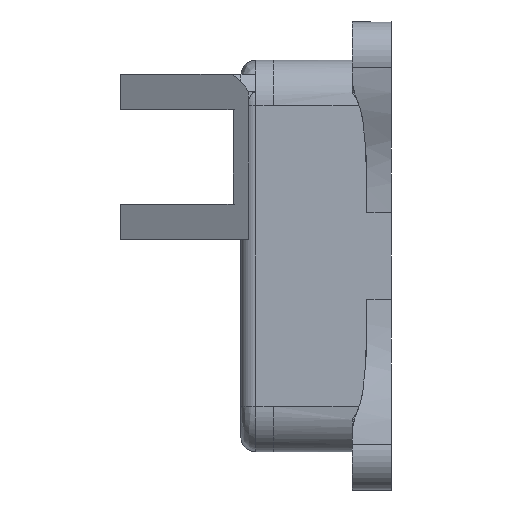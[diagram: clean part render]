
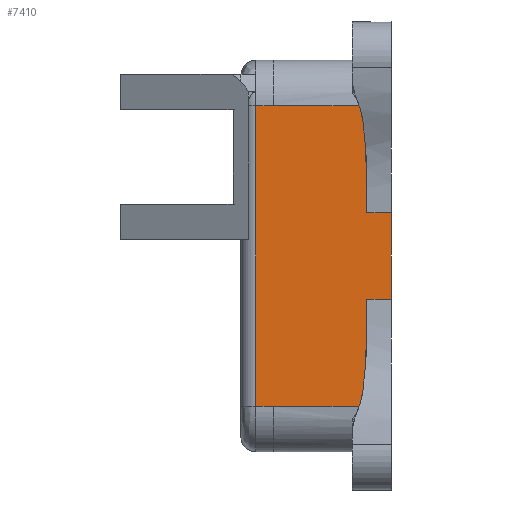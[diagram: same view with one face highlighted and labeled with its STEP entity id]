
A CAD part, left-side view. The second image highlights one B-rep face of the part: STEP entity #7410.
In plain terms, the highlighted planar face has unit normal (-1, 0, 0).
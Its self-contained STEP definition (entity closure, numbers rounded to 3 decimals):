
#290=(
BOUNDED_CURVE()
B_SPLINE_CURVE(5,(#10298,#10299,#10300,#10301,#10302,#10303),
 .UNSPECIFIED.,.F.,.F.)
B_SPLINE_CURVE_WITH_KNOTS((6,6),(0.738,0.763),
 .UNSPECIFIED.)
CURVE()
GEOMETRIC_REPRESENTATION_ITEM()
RATIONAL_B_SPLINE_CURVE((1.,1.,1.,1.,1.,1.))
REPRESENTATION_ITEM('')
);
#291=(
BOUNDED_CURVE()
B_SPLINE_CURVE(5,(#10305,#10306,#10307,#10308,#10309,#10310,#10311,#10312,
#10313,#10314,#10315,#10316),.UNSPECIFIED.,.F.,.F.)
B_SPLINE_CURVE_WITH_KNOTS((6,1,1,1,1,1,1,6),(0.172,0.2,0.3,
0.4,0.5,0.6,0.7,0.738),.UNSPECIFIED.)
CURVE()
GEOMETRIC_REPRESENTATION_ITEM()
RATIONAL_B_SPLINE_CURVE((1.,1.,1.,1.,1.,1.,1.,1.,1.,1.,1.,1.))
REPRESENTATION_ITEM('')
);
#292=(
BOUNDED_CURVE()
B_SPLINE_CURVE(5,(#10317,#10318,#10319,#10320,#10321,#10322,#10323),
 .UNSPECIFIED.,.F.,.F.)
B_SPLINE_CURVE_WITH_KNOTS((6,1,6),(0.,0.1,0.172),
 .UNSPECIFIED.)
CURVE()
GEOMETRIC_REPRESENTATION_ITEM()
RATIONAL_B_SPLINE_CURVE((1.,1.,1.,1.,1.,1.,1.))
REPRESENTATION_ITEM('')
);
#300=(
BOUNDED_CURVE()
B_SPLINE_CURVE(5,(#11236,#11237,#11238,#11239,#11240,#11241,#11242),
 .UNSPECIFIED.,.F.,.F.)
B_SPLINE_CURVE_WITH_KNOTS((6,1,6),(0.,0.1,0.172),
 .UNSPECIFIED.)
CURVE()
GEOMETRIC_REPRESENTATION_ITEM()
RATIONAL_B_SPLINE_CURVE((1.,1.,1.,1.,1.,1.,1.))
REPRESENTATION_ITEM('')
);
#301=(
BOUNDED_CURVE()
B_SPLINE_CURVE(5,(#11244,#11245,#11246,#11247,#11248,#11249,#11250,#11251,
#11252,#11253,#11254,#11255),.UNSPECIFIED.,.F.,.F.)
B_SPLINE_CURVE_WITH_KNOTS((6,1,1,1,1,1,1,6),(0.172,0.2,0.3,
0.4,0.5,0.6,0.7,0.738),.UNSPECIFIED.)
CURVE()
GEOMETRIC_REPRESENTATION_ITEM()
RATIONAL_B_SPLINE_CURVE((1.,1.,1.,1.,1.,1.,1.,1.,1.,1.,1.,1.))
REPRESENTATION_ITEM('')
);
#302=(
BOUNDED_CURVE()
B_SPLINE_CURVE(5,(#11256,#11257,#11258,#11259,#11260,#11261),
 .UNSPECIFIED.,.F.,.F.)
B_SPLINE_CURVE_WITH_KNOTS((6,6),(0.738,0.763),
 .UNSPECIFIED.)
CURVE()
GEOMETRIC_REPRESENTATION_ITEM()
RATIONAL_B_SPLINE_CURVE((1.,1.,1.,1.,1.,1.))
REPRESENTATION_ITEM('')
);
#981=FACE_OUTER_BOUND('',#1403,.T.);
#1403=EDGE_LOOP('',(#5396,#5397,#5398,#5399,#5400,#5401,#5402,#5403,#5404,
#5405,#5406,#5407,#5408,#5409));
#1782=LINE('',#9214,#2376);
#1816=LINE('',#10247,#2410);
#1818=LINE('',#10351,#2412);
#1821=LINE('',#10430,#2415);
#1859=LINE('',#11188,#2453);
#1863=LINE('',#11341,#2457);
#1866=LINE('',#11361,#2460);
#1870=LINE('',#11433,#2464);
#2376=VECTOR('',#8038,10.);
#2410=VECTOR('',#8162,10.);
#2412=VECTOR('',#8170,10.);
#2415=VECTOR('',#8173,10.);
#2453=VECTOR('',#8295,10.);
#2457=VECTOR('',#8307,10.);
#2460=VECTOR('',#8314,10.);
#2464=VECTOR('',#8324,10.);
#2972=VERTEX_POINT('',#9198);
#2973=VERTEX_POINT('',#9213);
#3026=VERTEX_POINT('',#9927);
#3042=VERTEX_POINT('',#10229);
#3043=VERTEX_POINT('',#10246);
#3044=VERTEX_POINT('',#10297);
#3045=VERTEX_POINT('',#10304);
#3048=VERTEX_POINT('',#10336);
#3080=VERTEX_POINT('',#10833);
#3107=VERTEX_POINT('',#11167);
#3108=VERTEX_POINT('',#11187);
#3109=VERTEX_POINT('',#11235);
#3110=VERTEX_POINT('',#11243);
#3116=VERTEX_POINT('',#11340);
#3739=EDGE_CURVE('',#2972,#2973,#1782,.T.);
#3849=EDGE_CURVE('',#3043,#3042,#1816,.T.);
#3851=EDGE_CURVE('',#3044,#3026,#290,.T.);
#3852=EDGE_CURVE('',#3045,#3044,#291,.T.);
#3853=EDGE_CURVE('',#3042,#3045,#292,.T.);
#3858=EDGE_CURVE('',#3026,#3048,#1818,.T.);
#3863=EDGE_CURVE('',#3048,#2973,#1821,.T.);
#3959=EDGE_CURVE('',#3107,#3108,#1859,.T.);
#3961=EDGE_CURVE('',#3108,#3109,#300,.T.);
#3962=EDGE_CURVE('',#3109,#3110,#301,.T.);
#3963=EDGE_CURVE('',#3110,#3080,#302,.T.);
#3972=EDGE_CURVE('',#3080,#3116,#1863,.T.);
#3976=EDGE_CURVE('',#3043,#3107,#1866,.T.);
#3984=EDGE_CURVE('',#3116,#2972,#1870,.T.);
#5396=ORIENTED_EDGE('',*,*,#3739,.F.);
#5397=ORIENTED_EDGE('',*,*,#3984,.F.);
#5398=ORIENTED_EDGE('',*,*,#3972,.F.);
#5399=ORIENTED_EDGE('',*,*,#3963,.F.);
#5400=ORIENTED_EDGE('',*,*,#3962,.F.);
#5401=ORIENTED_EDGE('',*,*,#3961,.F.);
#5402=ORIENTED_EDGE('',*,*,#3959,.F.);
#5403=ORIENTED_EDGE('',*,*,#3976,.F.);
#5404=ORIENTED_EDGE('',*,*,#3849,.T.);
#5405=ORIENTED_EDGE('',*,*,#3853,.T.);
#5406=ORIENTED_EDGE('',*,*,#3852,.T.);
#5407=ORIENTED_EDGE('',*,*,#3851,.T.);
#5408=ORIENTED_EDGE('',*,*,#3858,.T.);
#5409=ORIENTED_EDGE('',*,*,#3863,.T.);
#7207=PLANE('',#7835);
#7410=ADVANCED_FACE('',(#981),#7207,.T.);
#7835=AXIS2_PLACEMENT_3D('',#11432,#8322,#8323);
#8038=DIRECTION('',(0.,0.,1.));
#8162=DIRECTION('',(0.,1.,0.));
#8170=DIRECTION('',(0.,1.,0.));
#8173=DIRECTION('',(0.,1.,0.));
#8295=DIRECTION('',(0.,1.,0.));
#8307=DIRECTION('',(0.,1.,0.));
#8314=DIRECTION('',(0.,0.,-1.));
#8322=DIRECTION('center_axis',(-1.,0.,0.));
#8323=DIRECTION('ref_axis',(0.,1.,0.));
#8324=DIRECTION('',(0.,1.,0.));
#9198=CARTESIAN_POINT('',(-48.,-23.159,-23.165));
#9213=CARTESIAN_POINT('',(-48.,-23.159,27.835));
#9214=CARTESIAN_POINT('',(-48.,-23.159,-12.44));
#9927=CARTESIAN_POINT('',(-48.,-40.722,27.835));
#10229=CARTESIAN_POINT('',(-48.,-42.009,9.67));
#10246=CARTESIAN_POINT('',(-48.,-46.159,9.67));
#10247=CARTESIAN_POINT('',(-48.,-39.494,9.67));
#10297=CARTESIAN_POINT('',(-48.,-40.826,27.505));
#10298=CARTESIAN_POINT('Ctrl Pts',(-48.,-40.826,27.505));
#10299=CARTESIAN_POINT('Ctrl Pts',(-48.,-40.806,27.573));
#10300=CARTESIAN_POINT('Ctrl Pts',(-48.,-40.785,27.64));
#10301=CARTESIAN_POINT('Ctrl Pts',(-48.,-40.764,27.706));
#10302=CARTESIAN_POINT('Ctrl Pts',(-48.,-40.743,27.771));
#10303=CARTESIAN_POINT('Ctrl Pts',(-48.,-40.722,27.835));
#10304=CARTESIAN_POINT('',(-48.,-42.009,14.985));
#10305=CARTESIAN_POINT('Ctrl Pts',(-48.,-42.009,14.985));
#10306=CARTESIAN_POINT('Ctrl Pts',(-48.,-42.006,15.148));
#10307=CARTESIAN_POINT('Ctrl Pts',(-48.,-41.995,15.893));
#10308=CARTESIAN_POINT('Ctrl Pts',(-48.,-41.969,17.19));
#10309=CARTESIAN_POINT('Ctrl Pts',(-48.,-41.911,18.976));
#10310=CARTESIAN_POINT('Ctrl Pts',(-48.,-41.798,21.146));
#10311=CARTESIAN_POINT('Ctrl Pts',(-48.,-41.603,23.419));
#10312=CARTESIAN_POINT('Ctrl Pts',(-48.,-41.371,25.149));
#10313=CARTESIAN_POINT('Ctrl Pts',(-48.,-41.147,26.3));
#10314=CARTESIAN_POINT('Ctrl Pts',(-48.,-40.968,27.017));
#10315=CARTESIAN_POINT('Ctrl Pts',(-48.,-40.857,27.402));
#10316=CARTESIAN_POINT('Ctrl Pts',(-48.,-40.826,27.505));
#10317=CARTESIAN_POINT('Ctrl Pts',(-48.,-42.009,9.67));
#10318=CARTESIAN_POINT('Ctrl Pts',(-48.,-42.016,10.321));
#10319=CARTESIAN_POINT('Ctrl Pts',(-48.,-42.026,11.423));
#10320=CARTESIAN_POINT('Ctrl Pts',(-48.,-42.029,12.499));
#10321=CARTESIAN_POINT('Ctrl Pts',(-48.,-42.025,13.546));
#10322=CARTESIAN_POINT('Ctrl Pts',(-48.,-42.014,14.564));
#10323=CARTESIAN_POINT('Ctrl Pts',(-48.,-42.009,14.985));
#10336=CARTESIAN_POINT('',(-48.,-26.159,27.835));
#10351=CARTESIAN_POINT('',(-48.,-30.159,27.835));
#10430=CARTESIAN_POINT('',(-48.,-26.159,27.835));
#10833=CARTESIAN_POINT('',(-48.,-40.722,-23.165));
#11167=CARTESIAN_POINT('',(-48.,-46.159,-5.));
#11187=CARTESIAN_POINT('',(-48.,-42.009,-5.));
#11188=CARTESIAN_POINT('',(-48.,-39.494,-5.));
#11235=CARTESIAN_POINT('',(-48.,-42.009,-10.315));
#11236=CARTESIAN_POINT('Ctrl Pts',(-48.,-42.009,-5.));
#11237=CARTESIAN_POINT('Ctrl Pts',(-48.,-42.016,-5.651));
#11238=CARTESIAN_POINT('Ctrl Pts',(-48.,-42.026,-6.753));
#11239=CARTESIAN_POINT('Ctrl Pts',(-48.,-42.029,-7.829));
#11240=CARTESIAN_POINT('Ctrl Pts',(-48.,-42.025,-8.876));
#11241=CARTESIAN_POINT('Ctrl Pts',(-48.,-42.014,-9.894));
#11242=CARTESIAN_POINT('Ctrl Pts',(-48.,-42.009,-10.315));
#11243=CARTESIAN_POINT('',(-48.,-40.826,-22.835));
#11244=CARTESIAN_POINT('Ctrl Pts',(-48.,-42.009,-10.315));
#11245=CARTESIAN_POINT('Ctrl Pts',(-48.,-42.006,-10.478));
#11246=CARTESIAN_POINT('Ctrl Pts',(-48.,-41.995,-11.223));
#11247=CARTESIAN_POINT('Ctrl Pts',(-48.,-41.969,-12.52));
#11248=CARTESIAN_POINT('Ctrl Pts',(-48.,-41.911,-14.306));
#11249=CARTESIAN_POINT('Ctrl Pts',(-48.,-41.798,-16.476));
#11250=CARTESIAN_POINT('Ctrl Pts',(-48.,-41.603,-18.749));
#11251=CARTESIAN_POINT('Ctrl Pts',(-48.,-41.371,-20.479));
#11252=CARTESIAN_POINT('Ctrl Pts',(-48.,-41.147,-21.63));
#11253=CARTESIAN_POINT('Ctrl Pts',(-48.,-40.968,-22.347));
#11254=CARTESIAN_POINT('Ctrl Pts',(-48.,-40.857,-22.732));
#11255=CARTESIAN_POINT('Ctrl Pts',(-48.,-40.826,-22.835));
#11256=CARTESIAN_POINT('Ctrl Pts',(-48.,-40.826,-22.835));
#11257=CARTESIAN_POINT('Ctrl Pts',(-48.,-40.806,-22.903));
#11258=CARTESIAN_POINT('Ctrl Pts',(-48.,-40.785,-22.97));
#11259=CARTESIAN_POINT('Ctrl Pts',(-48.,-40.764,-23.036));
#11260=CARTESIAN_POINT('Ctrl Pts',(-48.,-40.743,-23.101));
#11261=CARTESIAN_POINT('Ctrl Pts',(-48.,-40.722,-23.165));
#11340=CARTESIAN_POINT('',(-48.,-26.159,-23.165));
#11341=CARTESIAN_POINT('',(-48.,-30.159,-23.165));
#11361=CARTESIAN_POINT('',(-48.,-46.159,-12.44));
#11432=CARTESIAN_POINT('Origin',(-48.,-48.159,-30.865));
#11433=CARTESIAN_POINT('',(-48.,-26.159,-23.165));
